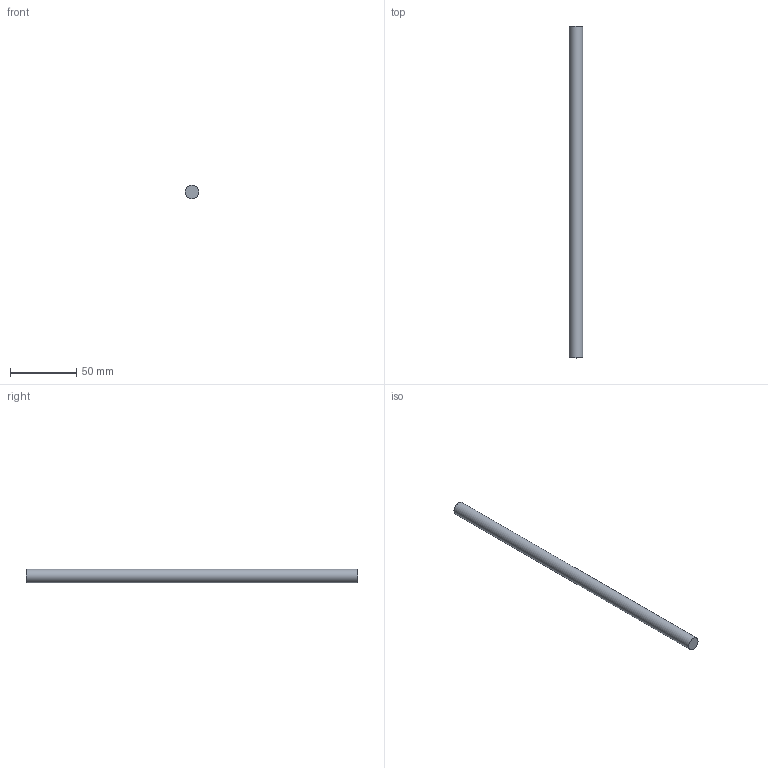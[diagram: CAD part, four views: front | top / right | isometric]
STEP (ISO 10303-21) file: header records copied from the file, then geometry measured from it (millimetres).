
FILE_DESCRIPTION(('HOOPS Exchange Step'),'2;1');
FILE_NAME('piston 25.step','2019-02-19T19:17:15+00:00',('SYSTEM'),('Unknown organisation'),'HOOPS Exchange 10.0','HOOPS Exchange','Unknown authorisation');
FILE_SCHEMA( ('AP203_CONFIGURATION_CONTROLLED_3D_DESIGN_OF_MECHANICAL_PARTS_AND_ASSEMBLIES_MIM_LF') );
Length unit declared in the file: millimetre
Products named in the file (2): Default; piston 25
Assembly tree (1 placements, depth 2):
  piston 25
    Default
Bounding box: 10 x 250 x 10 mm (x, y, z)
Volume: 19635 mm3; surface area: 8011.1 mm2
Topology: 1 solids, 1 shells, 3 faces, 5 edges, 4 vertices
Faces by surface type: plane 2, cylinder 1
Full cylindrical faces by diameter (mm): 10 x1
Entity records: 126 total; most frequent: DIRECTION 21, CARTESIAN_POINT 15, AXIS2_PLACEMENT_3D 10, ORIENTED_EDGE 10, EDGE_CURVE 5, VERTEX_POINT 4, CIRCLE 4, PRODUCT_DEFINITION_SHAPE 3
